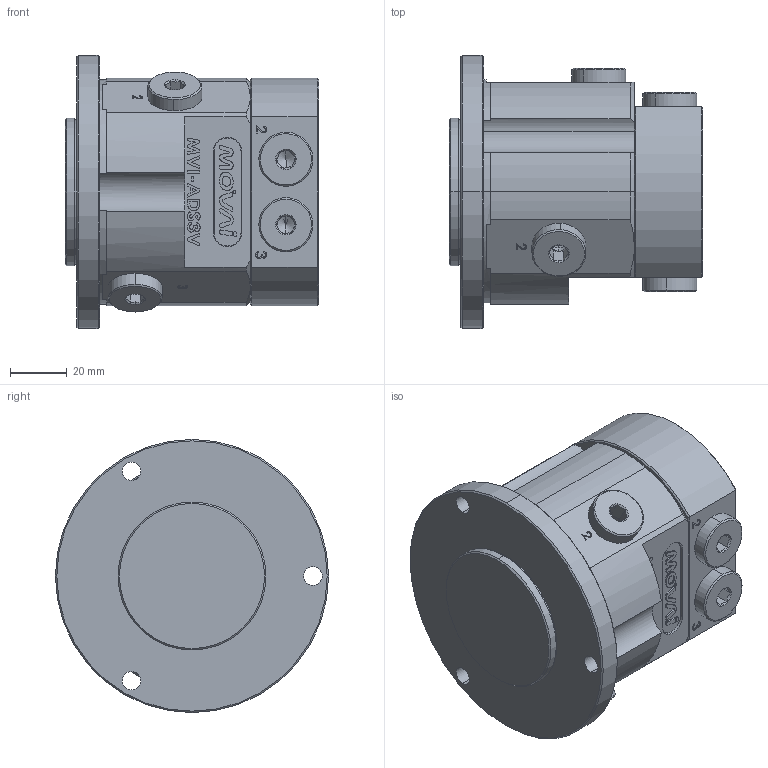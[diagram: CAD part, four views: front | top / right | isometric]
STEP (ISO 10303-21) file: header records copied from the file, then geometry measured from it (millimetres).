
FILE_DESCRIPTION (( 'STEP AP214' ), '1' );
FILE_NAME ('MVI-ADS3V.STEP', '2025-01-09T19:24:43', ( '' ), ( '' ), 'SwSTEP 2.0', 'SolidWorks 2023', '' );
FILE_SCHEMA (( 'AUTOMOTIVE_DESIGN' ));
Length unit declared in the file: millimetre
Products named in the file (1): MVI-ADS3V
Bounding box: 89 x 96 x 96 mm (x, y, z)
Volume: 416553.4 mm3; surface area: 63523.1 mm2
Topology: 14 solids, 14 shells, 659 faces, 1562 edges, 958 vertices
Faces by surface type: plane 271, cylinder 169, cone 123, bspline 84, torus 12
Entity records: 23797 total; most frequent: CARTESIAN_POINT 9016, ORIENTED_EDGE 3044, DIRECTION 2895, EDGE_CURVE 1522, AXIS2_PLACEMENT_3D 1037, VERTEX_POINT 958, VECTOR 821, LINE 821
